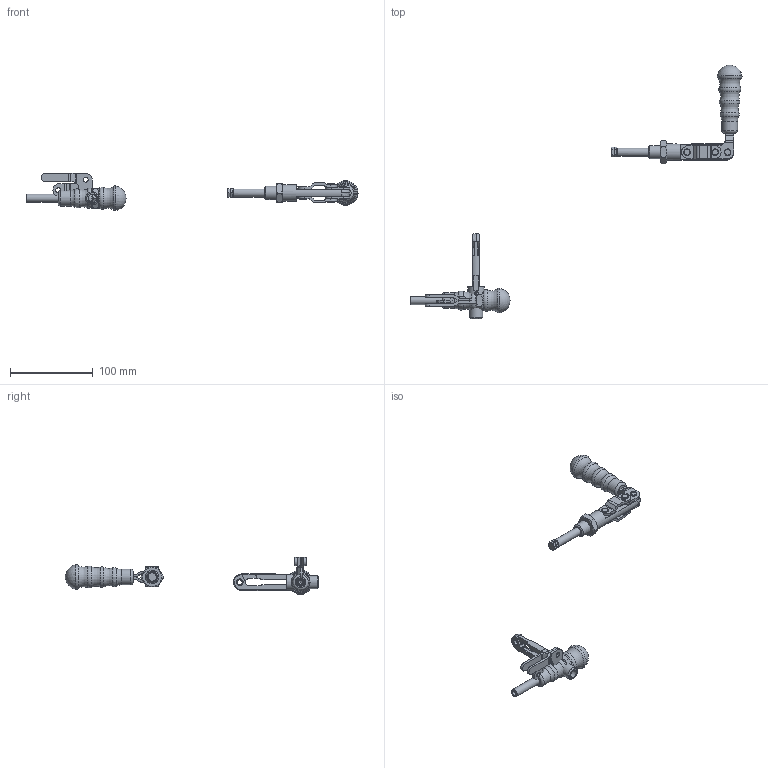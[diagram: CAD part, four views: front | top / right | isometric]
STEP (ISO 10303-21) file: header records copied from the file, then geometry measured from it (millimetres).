
FILE_DESCRIPTION( ( 'Unknown' ), '1' );
FILE_NAME( '355_UPINKA.stp', 'Unknown', ( 'Unknown' ), ( 'Unknown' ), 'PSStep 14.0', 'Unknown', ' ' );
FILE_SCHEMA( ( 'AUTOMOTIVE_DESIGN { 1 0 10303 214 1 1 1 1 }' ) );
Length unit declared in the file: millimetre
Products named in the file (17): Assem1; 355001-M_TELO; 355001_TELO; 820355_POUZDRO 6x8; 355002_PIST; 355005_TAHLO; 355005_TAHLO-oa0; 355003_OVLADACI PAKA L; 355004_OVLADACI PAKA P; 940002_RUKOJET 10x6; 800009_MATICE M16_DIN4398; 800075_SROUB M6x25-CSN ISO 4017; 800004_MATICE M6_DIN4398; 720808_NYT 6x8; 720808_NYT 6x8-oa1; 720816_NYT 6x16; 720816_NYT 6x16-oa2
Bounding box: 401.07 x 306.3 x 44.85 mm (x, y, z)
Volume: 134485.1 mm3; surface area: 73721.8 mm2
Topology: 32 solids, 32 shells, 581 faces, 1461 edges, 952 vertices
Faces by surface type: plane 280, cylinder 184, cone 82, torus 22, bspline 11, sphere 2
Full cylindrical faces by diameter (mm): 3 x3, 4.917 x10, 5.9 x8, 6 x22, 6.02 x3, 8 x16, 8.1 x3, 8.2 x3, 8.88 x2, 9.8 x2, 10 x3, 13.835 x2, 14 x3, 16 x3, 18.996 x2, 20 x3
Entity records: 10334 total; most frequent: CARTESIAN_POINT 2216, DIRECTION 1244, ORIENTED_EDGE 1070, EDGE_CURVE 535, AXIS2_PLACEMENT_3D 502, VERTEX_POINT 399, EDGE_LOOP 392, FACE_OUTER_BOUND 317
